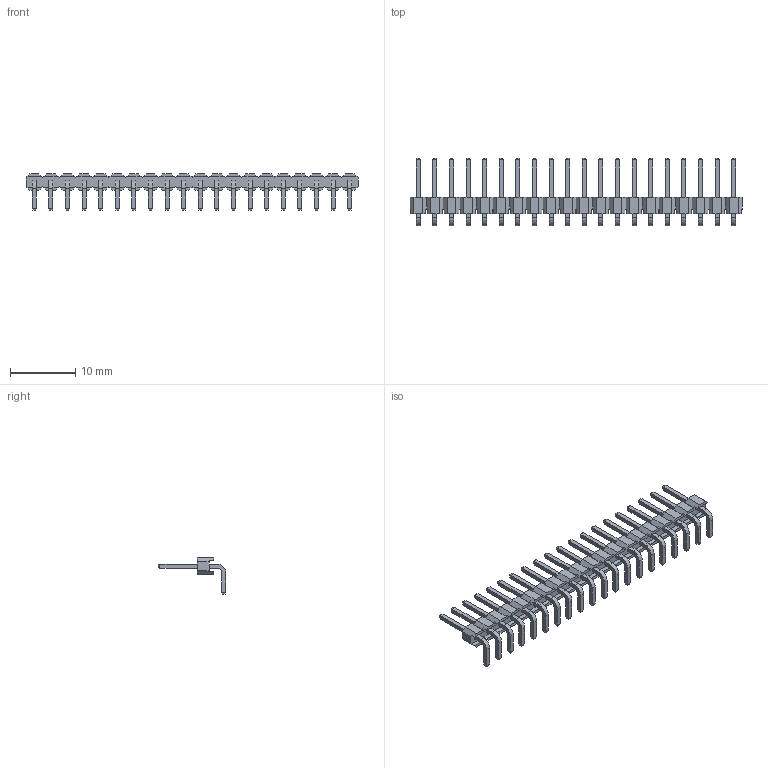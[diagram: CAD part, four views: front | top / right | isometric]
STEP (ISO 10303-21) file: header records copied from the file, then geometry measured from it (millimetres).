
FILE_DESCRIPTION(('STEP AP214'), '1');
FILE_NAME('PLS-RD', '', ('UNSPECIFIED'), ('UNSPECIFIED'), 'ASCON STEP Converter 1.6', 'ASCON Math Kernel', '');
FILE_SCHEMA(('AUTOMOTIVE_DESIGN { 1 0 10303 214 3 1 1}'));
Length unit declared in the file: millimetre
Bounding box: 50.8 x 10.36 x 5.54 mm (x, y, z)
Volume: 326.6 mm3; surface area: 1195.7 mm2
Topology: 1 solids, 1 shells, 644 faces, 1646 edges, 1044 vertices
Faces by surface type: plane 604, cylinder 40
Entity records: 24122 total; most frequent: CARTESIAN_POINT 3335, ORIENTED_EDGE 3292, DIRECTION 3016, EDGE_CURVE 1646, LINE 1566, VECTOR 1566, VERTEX_POINT 1044, AXIS2_PLACEMENT_3D 725
